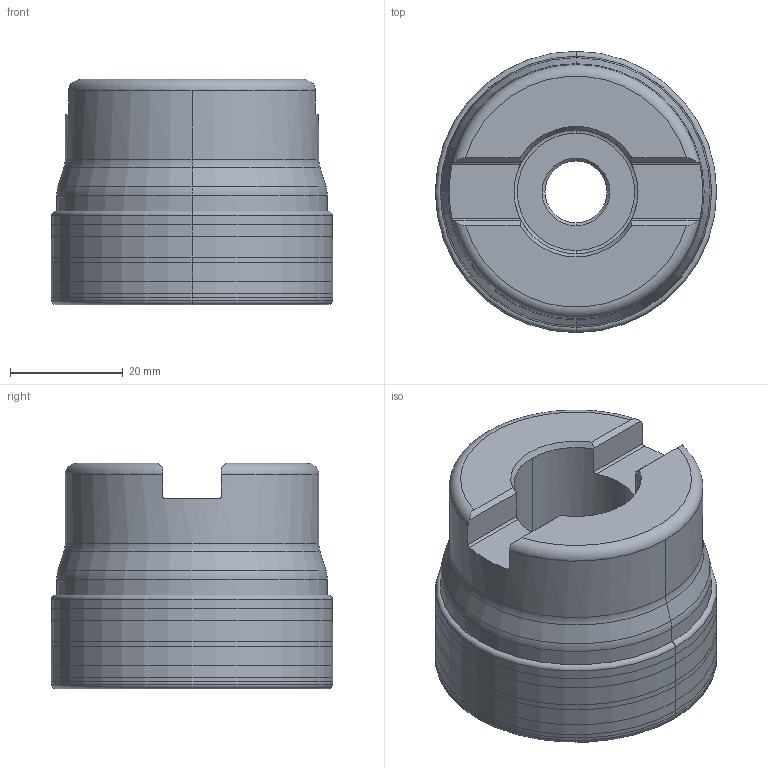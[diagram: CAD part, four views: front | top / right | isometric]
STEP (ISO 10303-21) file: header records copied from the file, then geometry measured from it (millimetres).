
FILE_DESCRIPTION((''),'2;1');
FILE_NAME('2J1G050R00','2015-10-31T',('nassauer'),(''),'PRO/ENGINEER BY PARAMETRIC TECHNOLOGY CORPORATION, 2011490','PRO/ENGINEER BY PARAMETRIC TECHNOLOGY CORPORATION, 2011490','');
FILE_SCHEMA(('AUTOMOTIVE_DESIGN { 1 2 10303 214 0 1 1 1 }'));
Length unit declared in the file: millimetre
Products named in the file (3): NOCUT; CUT; 2J1G050R00
Assembly tree (2 placements, depth 2):
  2J1G050R00
    NOCUT
    CUT
Bounding box: 49.9 x 49.9 x 40.02 mm (x, y, z)
Volume: 74535.2 mm3; surface area: 17668.5 mm2
Topology: 2 solids, 2 shells, 153 faces, 332 edges, 188 vertices
Faces by surface type: revolution 84, torus 22, plane 17, cylinder 16, cone 14
Entity records: 10580 total; most frequent: CARTESIAN_POINT 6122, ORIENTED_EDGE 656, DIRECTION 646, PRESENTATION_STYLE_ASSIGNMENT 340, STYLED_ITEM 340, CURVE_STYLE 338, EDGE_CURVE 328, AXIS2_PLACEMENT_3D 255
